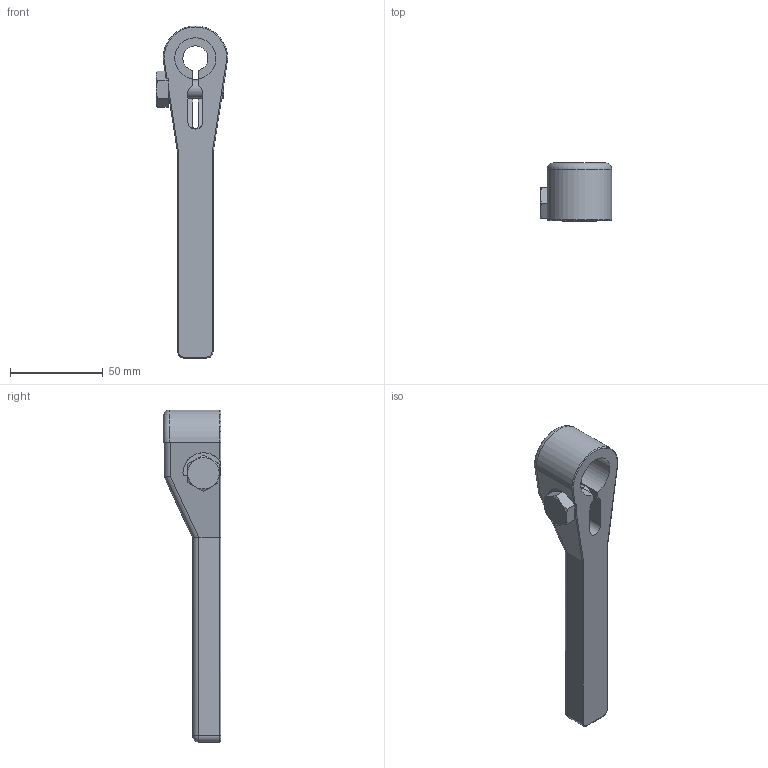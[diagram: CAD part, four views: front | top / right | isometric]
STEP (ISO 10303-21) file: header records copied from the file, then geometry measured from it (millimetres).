
FILE_DESCRIPTION((''),'2;1');
FILE_NAME('ILCM44112200','2020-02-04T',('npeters'),(''),'PRO/ENGINEER BY PARAMETRIC TECHNOLOGY CORPORATION, 2013320','PRO/ENGINEER BY PARAMETRIC TECHNOLOGY CORPORATION, 2013320','');
FILE_SCHEMA(('AUTOMOTIVE_DESIGN { 1 0 10303 214 1 1 1 1 }'));
Length unit declared in the file: millimetre
Products named in the file (1): ILCM44112200
Bounding box: 38.58 x 31.11 x 179.27 mm (x, y, z)
Volume: 69260.9 mm3; surface area: 19909.1 mm2
Topology: 1 solids, 1 shells, 74 faces, 197 edges, 123 vertices
Faces by surface type: cylinder 32, plane 30, cone 6, torus 4, sphere 2
Entity records: 3313 total; most frequent: CARTESIAN_POINT 667, ORIENTED_EDGE 394, DIRECTION 349, PRESENTATION_STYLE_ASSIGNMENT 214, STYLED_ITEM 198, CURVE_STYLE 197, EDGE_CURVE 197, AXIS2_PLACEMENT_3D 124
